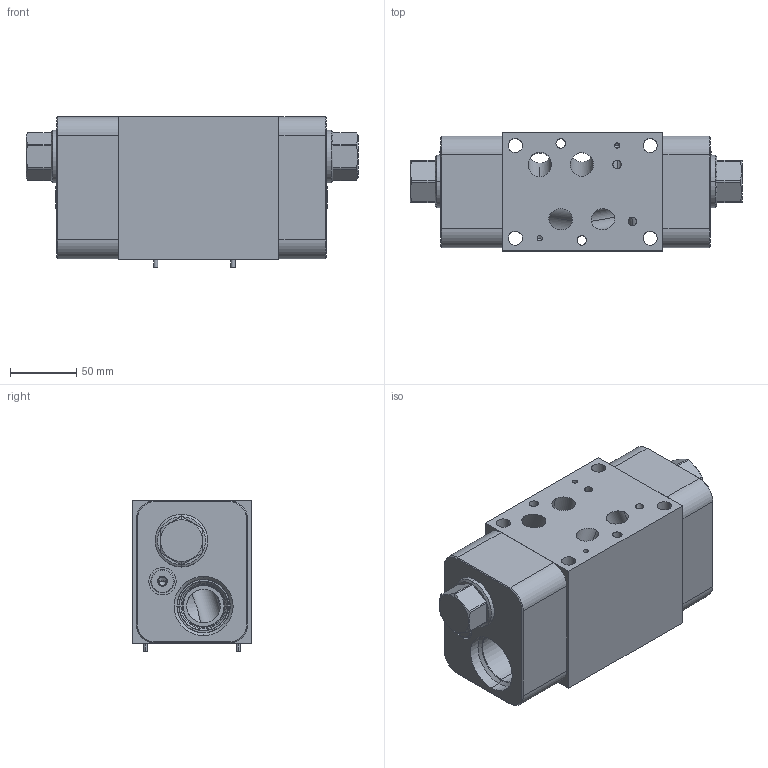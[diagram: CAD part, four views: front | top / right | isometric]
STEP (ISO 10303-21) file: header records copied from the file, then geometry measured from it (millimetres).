
FILE_DESCRIPTION((''),'2;1');
FILE_NAME('BK9_ASM','2019-10-21T',('ProEService'),(''),'PRO/ENGINEER BY PARAMETRIC TECHNOLOGY CORPORATION, 2014200','PRO/ENGINEER BY PARAMETRIC TECHNOLOGY CORPORATION, 2014200','');
FILE_SCHEMA(('CONFIG_CONTROL_DESIGN'));
Length unit declared in the file: inch
Products named in the file (8): 153-081; CXHAXCN; A330-006-006; 811-001-006; 500-001-111; 500-001-118; 700-006; BK9_ASM
Assembly tree (10 placements, depth 2):
  BK9_ASM
    153-081
    CXHAXCN  x2
    A330-006-006  x2
    811-001-006  x2
    500-001-111
    500-001-118
    700-006
Bounding box: 250.06 x 88.9 x 114.3 mm (x, y, z)
Volume: 1531151.4 mm3; surface area: 221197.5 mm2
Topology: 9 solids, 11 shells, 747 faces, 2044 edges, 1521 vertices
Faces by surface type: cylinder 326, cone 174, plane 152, torus 68, sphere 15, revolution 12
Entity records: 20994 total; most frequent: CARTESIAN_POINT 7738, DIRECTION 2804, ORIENTED_EDGE 2418, EDGE_CURVE 1209, AXIS2_PLACEMENT_3D 1047, VERTEX_POINT 744, VECTOR 704, LINE 704
